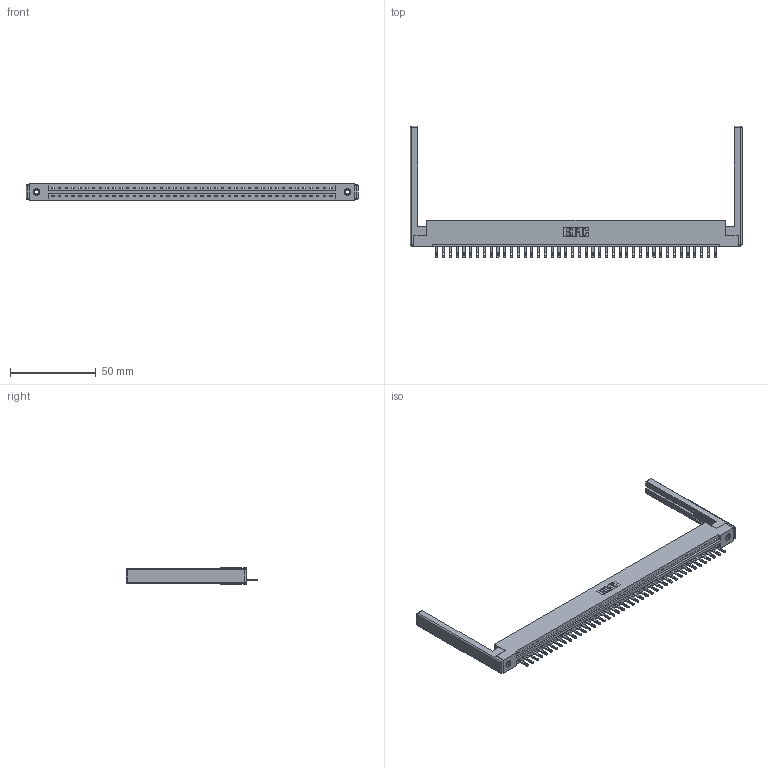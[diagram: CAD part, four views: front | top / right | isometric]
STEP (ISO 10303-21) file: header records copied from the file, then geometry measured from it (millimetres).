
FILE_DESCRIPTION (( 'STEP AP203' ), '1' );
FILE_NAME ('337-042-500-168.STEP', '2019-10-01T21:30:55', ( '' ), ( '' ), 'SwSTEP 2.0', 'SolidWorks 2016', '' );
FILE_SCHEMA (( 'CONFIG_CONTROL_DESIGN' ));
Length unit declared in the file: inch
Products named in the file (5): 337 Part_Flush Mounting Lugs - 0.156 Dia-TI; 307-220-068; 337-042-500-168; 345-250-001_345-250-001-102; 345-292-001_345-293-100
Assembly tree (47 placements, depth 2):
  337-042-500-168
    337 Part_Flush Mounting Lugs - 0.156 Dia-TI
    345-292-001_345-293-100  x42
    345-250-001_345-250-001-102  x2
    307-220-068  x2
Bounding box: 193.85 x 76.59 x 9.4 mm (x, y, z)
Volume: 24565 mm3; surface area: 25037.3 mm2
Topology: 47 solids, 47 shells, 2704 faces, 8261 edges, 5486 vertices
Faces by surface type: plane 1838, cylinder 842, cone 12, sphere 8, torus 4
Entity records: 33910 total; most frequent: CARTESIAN_POINT 5861, ORIENTED_EDGE 5828, DIRECTION 5008, EDGE_CURVE 2914, LINE 2732, VECTOR 2732, VERTEX_POINT 1934, AXIS2_PLACEMENT_3D 1138
